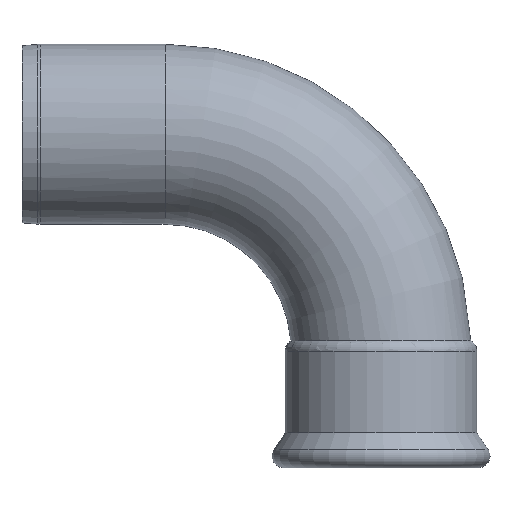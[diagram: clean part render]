
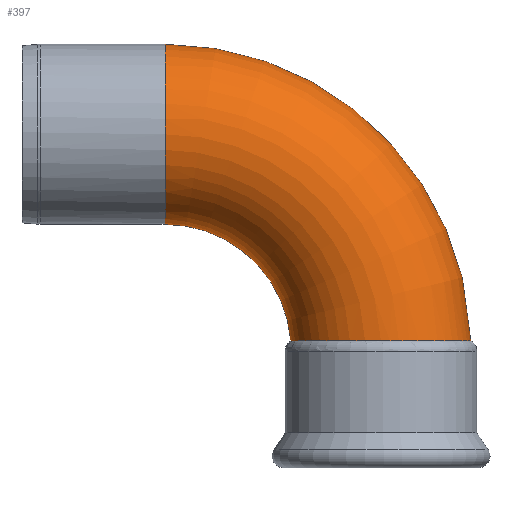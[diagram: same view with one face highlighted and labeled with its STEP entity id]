
A CAD part, front view. The second image highlights one B-rep face of the part: STEP entity #397.
In plain terms, the highlighted toroidal (fillet/blend) face has major radius 64.8 mm and minor radius 27 mm.
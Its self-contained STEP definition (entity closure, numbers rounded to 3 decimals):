
#19=B_SPLINE_CURVE_WITH_KNOTS('',3,(#639,#640,#641,#642,#643,#644,#645,
#646,#647,#648,#649,#650,#651,#652,#653,#654),.UNSPECIFIED.,.F.,.F.,(4,
2,2,2,2,2,2,4),(5.614,6.477,7.531,8.586,
9.64,10.695,11.75,12.767),
 .UNSPECIFIED.);
#20=B_SPLINE_CURVE_WITH_KNOTS('',3,(#656,#657,#658,#659,#660,#661,#662,
#663,#664,#665,#666,#667),.UNSPECIFIED.,.F.,.F.,(4,2,2,2,2,4),(-4.257,
-4.217,-3.161,-2.105,-1.052,
0.),.UNSPECIFIED.);
#21=B_SPLINE_CURVE_WITH_KNOTS('',3,(#668,#669,#670,#671,#672,#673,#674,
#675,#676,#677,#678,#679,#680,#681,#682,#683),.UNSPECIFIED.,.F.,.F.,(4,
2,2,2,2,2,2,4),(0.,0.597,1.194,2.251,3.309,
4.366,5.422,5.614),.UNSPECIFIED.);
#47=TOROIDAL_SURFACE('',#457,64.8,27.);
#61=FACE_OUTER_BOUND('',#87,.T.);
#87=EDGE_LOOP('',(#279,#280,#281,#282,#283,#284,#285));
#138=CIRCLE('',#458,27.);
#139=CIRCLE('',#459,37.8);
#140=CIRCLE('',#460,27.);
#165=VERTEX_POINT('',#636);
#166=VERTEX_POINT('',#638);
#167=VERTEX_POINT('',#655);
#169=VERTEX_POINT('',#689);
#170=VERTEX_POINT('',#690);
#205=EDGE_CURVE('',#166,#165,#19,.F.);
#206=EDGE_CURVE('',#167,#166,#20,.F.);
#207=EDGE_CURVE('',#165,#167,#21,.F.);
#210=EDGE_CURVE('',#169,#170,#138,.T.);
#211=EDGE_CURVE('',#170,#167,#139,.T.);
#212=EDGE_CURVE('',#170,#169,#140,.T.);
#279=ORIENTED_EDGE('',*,*,#210,.T.);
#280=ORIENTED_EDGE('',*,*,#211,.T.);
#281=ORIENTED_EDGE('',*,*,#206,.T.);
#282=ORIENTED_EDGE('',*,*,#205,.T.);
#283=ORIENTED_EDGE('',*,*,#207,.T.);
#284=ORIENTED_EDGE('',*,*,#211,.F.);
#285=ORIENTED_EDGE('',*,*,#212,.T.);
#397=ADVANCED_FACE('',(#61),#47,.T.);
#457=AXIS2_PLACEMENT_3D('',#688,#536,#537);
#458=AXIS2_PLACEMENT_3D('',#691,#538,#539);
#459=AXIS2_PLACEMENT_3D('',#692,#540,#541);
#460=AXIS2_PLACEMENT_3D('',#693,#542,#543);
#536=DIRECTION('center_axis',(0.,-1.,0.));
#537=DIRECTION('ref_axis',(1.,0.,0.));
#538=DIRECTION('center_axis',(1.,0.,0.));
#539=DIRECTION('ref_axis',(0.,-1.,0.));
#540=DIRECTION('center_axis',(0.,1.,0.));
#541=DIRECTION('ref_axis',(1.,0.,0.));
#542=DIRECTION('center_axis',(1.,0.,0.));
#543=DIRECTION('ref_axis',(0.,-1.,0.));
#636=CARTESIAN_POINT('',(12.932,23.672,-61.925));
#638=CARTESIAN_POINT('',(-0.063,-27.,-61.94));
#639=CARTESIAN_POINT('Ctrl Pts',(12.932,23.672,-61.925));
#640=CARTESIAN_POINT('Ctrl Pts',(15.447,22.294,-61.923));
#641=CARTESIAN_POINT('Ctrl Pts',(17.729,20.522,-61.921));
#642=CARTESIAN_POINT('Ctrl Pts',(22.09,15.851,-61.917));
#643=CARTESIAN_POINT('Ctrl Pts',(23.964,12.838,-61.916));
#644=CARTESIAN_POINT('Ctrl Pts',(26.452,6.264,-61.914));
#645=CARTESIAN_POINT('Ctrl Pts',(27.042,2.766,-61.914));
#646=CARTESIAN_POINT('Ctrl Pts',(26.847,-4.261,-61.914));
#647=CARTESIAN_POINT('Ctrl Pts',(26.064,-7.721,-61.915));
#648=CARTESIAN_POINT('Ctrl Pts',(23.216,-14.149,-61.917));
#649=CARTESIAN_POINT('Ctrl Pts',(21.177,-17.054,-61.918));
#650=CARTESIAN_POINT('Ctrl Pts',(16.099,-21.922,-61.922));
#651=CARTESIAN_POINT('Ctrl Pts',(13.107,-23.836,-61.925));
#652=CARTESIAN_POINT('Ctrl Pts',(6.68,-26.364,-61.932));
#653=CARTESIAN_POINT('Ctrl Pts',(3.323,-27.,-61.936));
#654=CARTESIAN_POINT('Ctrl Pts',(-0.063,-27.,-61.94));
#655=CARTESIAN_POINT('',(-27.104,0.,-62.004));
#656=CARTESIAN_POINT('Ctrl Pts',(-0.063,-27.,-61.94));
#657=CARTESIAN_POINT('Ctrl Pts',(-0.196,-27.,-61.94));
#658=CARTESIAN_POINT('Ctrl Pts',(-0.329,-26.999,-61.941));
#659=CARTESIAN_POINT('Ctrl Pts',(-3.984,-26.945,-61.946));
#660=CARTESIAN_POINT('Ctrl Pts',(-7.462,-26.206,-61.951));
#661=CARTESIAN_POINT('Ctrl Pts',(-13.936,-23.438,-61.964));
#662=CARTESIAN_POINT('Ctrl Pts',(-16.871,-21.436,-61.971));
#663=CARTESIAN_POINT('Ctrl Pts',(-21.804,-16.429,-61.985));
#664=CARTESIAN_POINT('Ctrl Pts',(-23.757,-13.472,-61.991));
#665=CARTESIAN_POINT('Ctrl Pts',(-26.419,-6.979,-62.001));
#666=CARTESIAN_POINT('Ctrl Pts',(-27.104,-3.507,-62.004));
#667=CARTESIAN_POINT('Ctrl Pts',(-27.104,0.,-62.004));
#668=CARTESIAN_POINT('Ctrl Pts',(-27.104,0.,-62.004));
#669=CARTESIAN_POINT('Ctrl Pts',(-27.104,1.991,-62.004));
#670=CARTESIAN_POINT('Ctrl Pts',(-26.883,3.975,-62.003));
#671=CARTESIAN_POINT('Ctrl Pts',(-26.009,7.858,-61.999));
#672=CARTESIAN_POINT('Ctrl Pts',(-25.358,9.744,-61.997));
#673=CARTESIAN_POINT('Ctrl Pts',(-22.997,14.727,-61.989));
#674=CARTESIAN_POINT('Ctrl Pts',(-20.878,17.585,-61.982));
#675=CARTESIAN_POINT('Ctrl Pts',(-15.664,22.329,-61.968));
#676=CARTESIAN_POINT('Ctrl Pts',(-12.616,24.17,-61.961));
#677=CARTESIAN_POINT('Ctrl Pts',(-5.991,26.577,-61.949));
#678=CARTESIAN_POINT('Ctrl Pts',(-2.476,27.122,-61.943));
#679=CARTESIAN_POINT('Ctrl Pts',(4.562,26.833,-61.934));
#680=CARTESIAN_POINT('Ctrl Pts',(8.017,26.004,-61.93));
#681=CARTESIAN_POINT('Ctrl Pts',(11.799,24.268,-61.926));
#682=CARTESIAN_POINT('Ctrl Pts',(12.371,23.98,-61.926));
#683=CARTESIAN_POINT('Ctrl Pts',(12.932,23.672,-61.925));
#688=CARTESIAN_POINT('Origin',(-64.8,0.,-64.8));
#689=CARTESIAN_POINT('',(-64.8,27.,0.));
#690=CARTESIAN_POINT('',(-64.8,0.,-27.));
#691=CARTESIAN_POINT('Origin',(-64.8,0.,0.));
#692=CARTESIAN_POINT('Origin',(-64.8,0.,-64.8));
#693=CARTESIAN_POINT('Origin',(-64.8,0.,0.));
